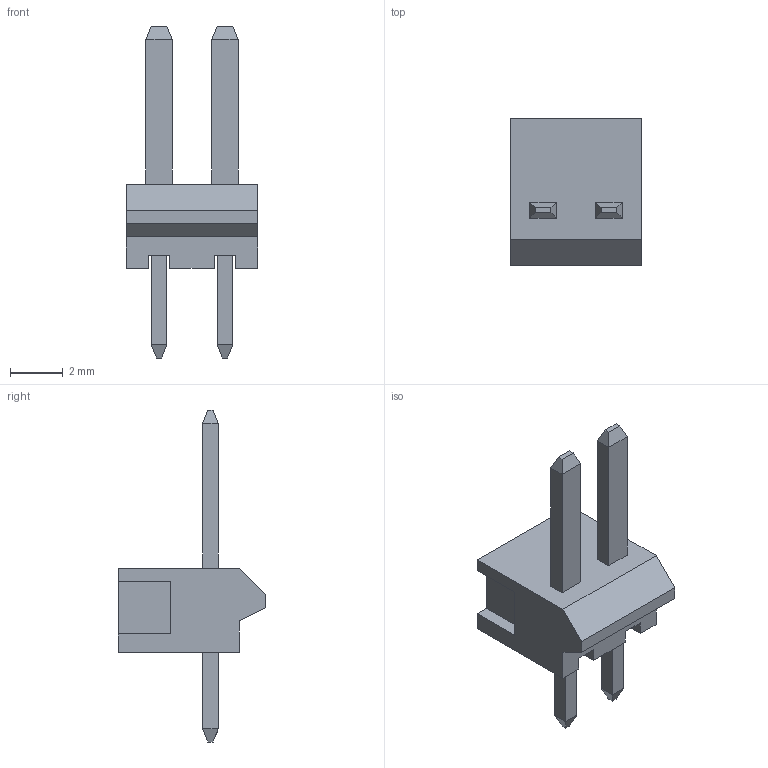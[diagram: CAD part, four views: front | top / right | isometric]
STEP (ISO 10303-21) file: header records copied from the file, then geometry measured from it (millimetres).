
FILE_DESCRIPTION(('FreeCAD Model'),'2;1');
FILE_NAME('Open CASCADE Shape Model','2021-07-29T09:51:17',( 'kicad StepUp'),('ksu MCAD'),'Open CASCADE STEP processor 7.4', 'FreeCAD','Unknown');
FILE_SCHEMA(('AUTOMOTIVE_DESIGN { 1 0 10303 214 1 1 1 1 }'));
Length unit declared in the file: millimetre
Products named in the file (1): JST_NH_B2P-SHF-1AA_1x02_P2.50mm_Vertical.copy
Bounding box: 5 x 5.6 x 12.6 mm (x, y, z)
Volume: 77.7 mm3; surface area: 196.8 mm2
Topology: 5 solids, 5 shells, 70 faces, 161 edges, 102 vertices
Faces by surface type: plane 54, bspline 16
Entity records: 4408 total; most frequent: CARTESIAN_POINT 848, DIRECTION 449, LINE 339, VECTOR 339, ORIENTED_EDGE 322, PCURVE 322, DEFINITIONAL_REPRESENTATION 322, EDGE_CURVE 161
